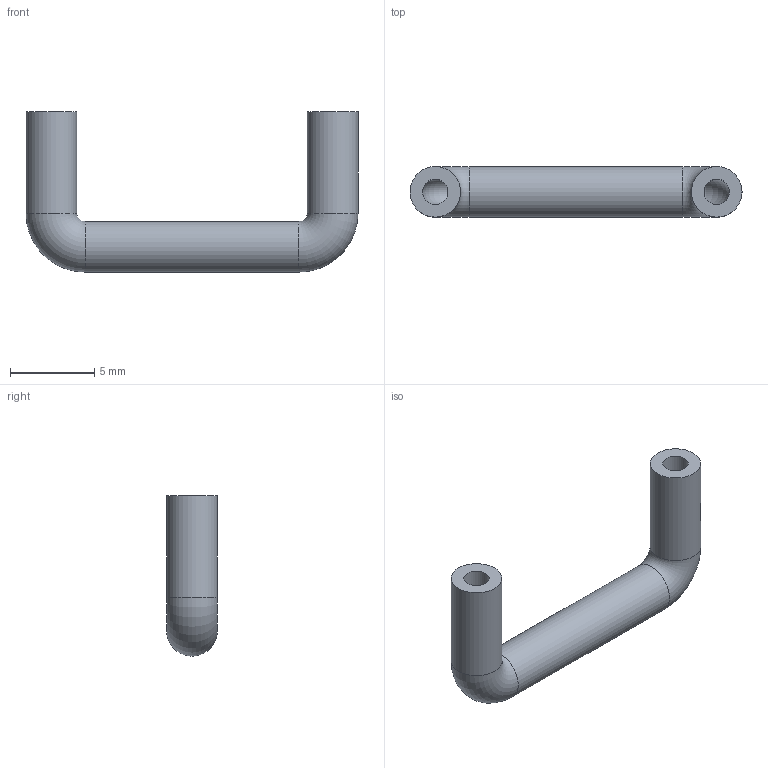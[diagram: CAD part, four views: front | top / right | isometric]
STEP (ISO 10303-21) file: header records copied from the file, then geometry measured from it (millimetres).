
FILE_DESCRIPTION(/* description */ (''),/* implementation_level */ '2;1');
FILE_NAME(/* name */ 'Gagang.stp',/* time_stamp */ '2023-04-06T16:32:16+07:00',/* author */ ('EF0481'),/* organization */ (''),/* preprocessor_version */ 'ST-DEVELOPER v18.1',/* originating_system */ 'Autodesk Inventor 2021',/* authorisation */ '');
FILE_SCHEMA (('AUTOMOTIVE_DESIGN { 1 0 10303 214 3 1 1 }'));
Length unit declared in the file: millimetre
Products named in the file (1): Gagang
Bounding box: 19.68 x 3 x 9.5 mm (x, y, z)
Volume: 164.1 mm3; surface area: 448.3 mm2
Topology: 1 solids, 1 shells, 12 faces, 28 edges, 18 vertices
Faces by surface type: cylinder 6, torus 4, plane 2
Full cylindrical faces by diameter (mm): 1.5 x3, 3 x3
Entity records: 403 total; most frequent: DIRECTION 76, CARTESIAN_POINT 59, ORIENTED_EDGE 56, AXIS2_PLACEMENT_3D 35, EDGE_CURVE 28, CIRCLE 22, VERTEX_POINT 18, EDGE_LOOP 14
